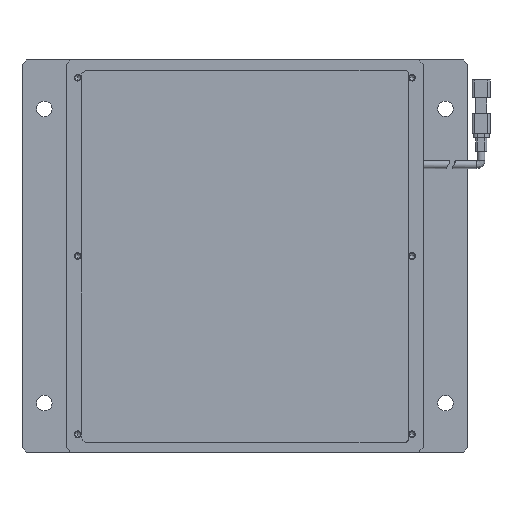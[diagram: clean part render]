
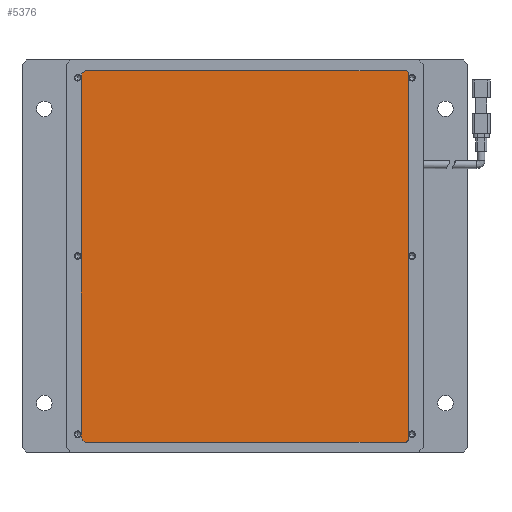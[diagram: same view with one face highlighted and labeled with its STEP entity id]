
A CAD part, top view. The second image highlights one B-rep face of the part: STEP entity #5376.
In plain terms, the highlighted planar face has unit normal (0, 0, 1).
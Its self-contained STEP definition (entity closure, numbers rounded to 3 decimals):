
#211 = DIRECTION ( 'NONE',  ( -1., 0., 0. ) ) ;
#361 = DIRECTION ( 'NONE',  ( -1., 0., 0. ) ) ;
#588 = ORIENTED_EDGE ( 'NONE', *, *, #16556, .T. ) ;
#766 = CARTESIAN_POINT ( 'NONE',  ( -18.764, 37.374, 13.2 ) ) ;
#1233 = LINE ( 'NONE', #4610, #11760 ) ;
#1564 = VERTEX_POINT ( 'NONE', #766 ) ;
#1568 = EDGE_CURVE ( 'NONE', #13237, #11286, #3285, .T. ) ;
#1911 = VECTOR ( 'NONE', #361, 1000. ) ;
#2195 = CARTESIAN_POINT ( 'NONE',  ( 53.675, 36.998, 13.2 ) ) ;
#2363 = DIRECTION ( 'NONE',  ( 0., 0., 1. ) ) ;
#2602 = AXIS2_PLACEMENT_3D ( 'NONE', #12990, #4835, #14367 ) ;
#3285 = CIRCLE ( 'NONE', #3571, 1.976 ) ;
#3386 = EDGE_CURVE ( 'NONE', #1564, #13422, #9998, .T. ) ;
#3393 = LINE ( 'NONE', #15631, #17064 ) ;
#3524 = LINE ( 'NONE', #8437, #13575 ) ;
#3571 = AXIS2_PLACEMENT_3D ( 'NONE', #5651, #11802, #5586 ) ;
#3608 = CIRCLE ( 'NONE', #4458, 0.654 ) ;
#3844 = CARTESIAN_POINT ( 'NONE',  ( -19.699, 35.853, 13.2 ) ) ;
#3858 = AXIS2_PLACEMENT_3D ( 'NONE', #16630, #8454, #211 ) ;
#4303 = ORIENTED_EDGE ( 'NONE', *, *, #15161, .T. ) ;
#4458 = AXIS2_PLACEMENT_3D ( 'NONE', #7647, #17164, #8994 ) ;
#4610 = CARTESIAN_POINT ( 'NONE',  ( 53.675, -45.42, 13.2 ) ) ;
#4835 = DIRECTION ( 'NONE',  ( 0., 0., 1. ) ) ;
#5154 = PLANE ( 'NONE',  #7078 ) ;
#5344 = CARTESIAN_POINT ( 'NONE',  ( 53.675, -45.42, 13.2 ) ) ;
#5376 = ADVANCED_FACE ( 'NONE', ( #14579 ), #5154, .F. ) ;
#5465 = CIRCLE ( 'NONE', #3858, 0.652 ) ;
#5586 = DIRECTION ( 'NONE',  ( 1., 0., 0. ) ) ;
#5651 = CARTESIAN_POINT ( 'NONE',  ( -17.728, -44.356, 13.2 ) ) ;
#5903 = ORIENTED_EDGE ( 'NONE', *, *, #7018, .T. ) ;
#6828 = CARTESIAN_POINT ( 'NONE',  ( -17.728, -44.356, 13.2 ) ) ;
#7018 = EDGE_CURVE ( 'NONE', #13422, #16078, #9987, .T. ) ;
#7078 = AXIS2_PLACEMENT_3D ( 'NONE', #15275, #11209, #16747 ) ;
#7185 = VERTEX_POINT ( 'NONE', #8044 ) ;
#7396 = CARTESIAN_POINT ( 'NONE',  ( -18.764, 37.374, 13.2 ) ) ;
#7647 = CARTESIAN_POINT ( 'NONE',  ( 53.021, -45.42, 13.2 ) ) ;
#8044 = CARTESIAN_POINT ( 'NONE',  ( -18.764, -46.038, 13.2 ) ) ;
#8184 = DIRECTION ( 'NONE',  ( 1., 0., 0. ) ) ;
#8437 = CARTESIAN_POINT ( 'NONE',  ( -19.698, 35.8, 13.2 ) ) ;
#8454 = DIRECTION ( 'NONE',  ( 0., 0., 1. ) ) ;
#8753 = DIRECTION ( 'NONE',  ( 0., 1., 0. ) ) ;
#8829 = DIRECTION ( 'NONE',  ( 1., 0., 0. ) ) ;
#8865 = CARTESIAN_POINT ( 'NONE',  ( -19.698, -44.2, 13.2 ) ) ;
#8994 = DIRECTION ( 'NONE',  ( -1., 0., 0. ) ) ;
#9181 = VERTEX_POINT ( 'NONE', #13255 ) ;
#9381 = EDGE_LOOP ( 'NONE', ( #588, #15760, #4303, #13926, #14946, #5903, #14228, #11400, #10693, #15769 ) ) ;
#9766 = DIRECTION ( 'NONE',  ( 0., -1., 0. ) ) ;
#9987 = CIRCLE ( 'NONE', #2602, 1.705 ) ;
#9998 = CIRCLE ( 'NONE', #10654, 1.705 ) ;
#10071 = EDGE_CURVE ( 'NONE', #16078, #13237, #3524, .T. ) ;
#10613 = VERTEX_POINT ( 'NONE', #10939 ) ;
#10654 = AXIS2_PLACEMENT_3D ( 'NONE', #14880, #2363, #13450 ) ;
#10693 = ORIENTED_EDGE ( 'NONE', *, *, #14646, .T. ) ;
#10939 = CARTESIAN_POINT ( 'NONE',  ( 53.236, 37.374, 13.2 ) ) ;
#11209 = DIRECTION ( 'NONE',  ( 0., 0., -1. ) ) ;
#11286 = VERTEX_POINT ( 'NONE', #12567 ) ;
#11400 = ORIENTED_EDGE ( 'NONE', *, *, #1568, .T. ) ;
#11760 = VECTOR ( 'NONE', #8753, 1000. ) ;
#11802 = DIRECTION ( 'NONE',  ( 0., 0., 1. ) ) ;
#11938 = CARTESIAN_POINT ( 'NONE',  ( -19.698, 35.8, 13.2 ) ) ;
#12567 = CARTESIAN_POINT ( 'NONE',  ( -19.704, -44.356, 13.2 ) ) ;
#12872 = LINE ( 'NONE', #7396, #1911 ) ;
#12990 = CARTESIAN_POINT ( 'NONE',  ( -17.994, 35.853, 13.2 ) ) ;
#13237 = VERTEX_POINT ( 'NONE', #8865 ) ;
#13255 = CARTESIAN_POINT ( 'NONE',  ( 53.236, -46.038, 13.2 ) ) ;
#13422 = VERTEX_POINT ( 'NONE', #3844 ) ;
#13450 = DIRECTION ( 'NONE',  ( -1., 0., 0. ) ) ;
#13575 = VECTOR ( 'NONE', #9766, 1000. ) ;
#13926 = ORIENTED_EDGE ( 'NONE', *, *, #17047, .T. ) ;
#14228 = ORIENTED_EDGE ( 'NONE', *, *, #10071, .T. ) ;
#14367 = DIRECTION ( 'NONE',  ( -1., 0., 0. ) ) ;
#14579 = FACE_OUTER_BOUND ( 'NONE', #9381, .T. ) ;
#14646 = EDGE_CURVE ( 'NONE', #11286, #7185, #17642, .T. ) ;
#14880 = CARTESIAN_POINT ( 'NONE',  ( -17.994, 35.853, 13.2 ) ) ;
#14946 = ORIENTED_EDGE ( 'NONE', *, *, #3386, .T. ) ;
#15161 = EDGE_CURVE ( 'NONE', #17745, #10613, #5465, .T. ) ;
#15275 = CARTESIAN_POINT ( 'NONE',  ( 53.021, -45.42, 13.2 ) ) ;
#15631 = CARTESIAN_POINT ( 'NONE',  ( -18.764, -46.038, 13.2 ) ) ;
#15760 = ORIENTED_EDGE ( 'NONE', *, *, #17626, .T. ) ;
#15769 = ORIENTED_EDGE ( 'NONE', *, *, #16505, .T. ) ;
#15948 = AXIS2_PLACEMENT_3D ( 'NONE', #6828, #16361, #8184 ) ;
#16078 = VERTEX_POINT ( 'NONE', #11938 ) ;
#16172 = VERTEX_POINT ( 'NONE', #5344 ) ;
#16361 = DIRECTION ( 'NONE',  ( 0., 0., 1. ) ) ;
#16505 = EDGE_CURVE ( 'NONE', #7185, #9181, #3393, .T. ) ;
#16556 = EDGE_CURVE ( 'NONE', #9181, #16172, #3608, .T. ) ;
#16630 = CARTESIAN_POINT ( 'NONE',  ( 53.075, 36.742, 13.2 ) ) ;
#16747 = DIRECTION ( 'NONE',  ( -1., 0., 0. ) ) ;
#17047 = EDGE_CURVE ( 'NONE', #10613, #1564, #12872, .T. ) ;
#17064 = VECTOR ( 'NONE', #8829, 1000. ) ;
#17164 = DIRECTION ( 'NONE',  ( 0., 0., 1. ) ) ;
#17626 = EDGE_CURVE ( 'NONE', #16172, #17745, #1233, .T. ) ;
#17642 = CIRCLE ( 'NONE', #15948, 1.976 ) ;
#17745 = VERTEX_POINT ( 'NONE', #2195 ) ;
